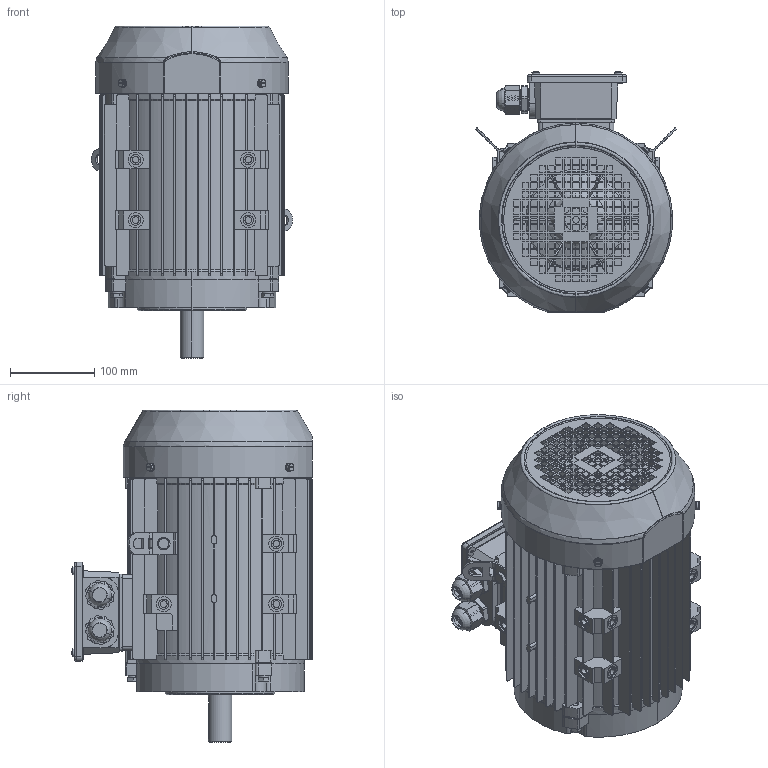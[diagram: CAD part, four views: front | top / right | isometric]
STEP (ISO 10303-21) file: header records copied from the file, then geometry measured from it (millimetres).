
FILE_DESCRIPTION (( 'STEP AP203' ), '1' );
FILE_NAME ('JL3-112-B14B.step', '2018-12-14T08:49:49', ( '' ), ( '' ), 'SwSTEP 2.0', 'SolidWorks 2018', '' );
FILE_SCHEMA (( 'CONFIG_CONTROL_DESIGN' ));
Length unit declared in the file: millimetre
Products named in the file (1): JL3-112-B14B
Bounding box: 239.32 x 286.65 x 395 mm (x, y, z)
Volume: 2696391.8 mm3; surface area: 1196526.6 mm2
Topology: 49 solids, 49 shells, 3956 faces, 10923 edges, 7150 vertices
Faces by surface type: cylinder 1691, plane 1671, bspline 352, cone 214, torus 20, sphere 8
Entity records: 162991 total; most frequent: CARTESIAN_POINT 61819, ORIENTED_EDGE 21810, DIRECTION 20618, EDGE_CURVE 10905, AXIS2_PLACEMENT_3D 7472, VERTEX_POINT 7146, VECTOR 5674, LINE 5674
